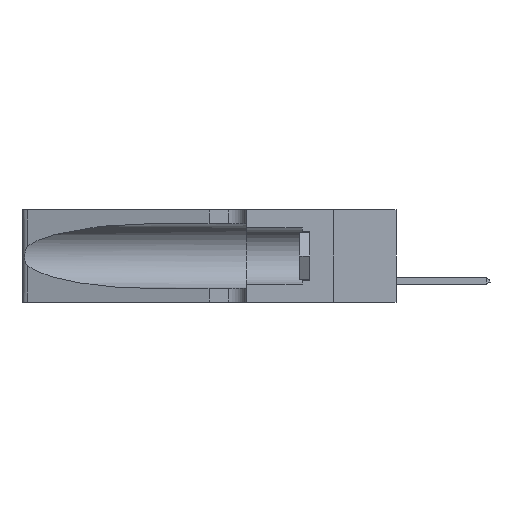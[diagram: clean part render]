
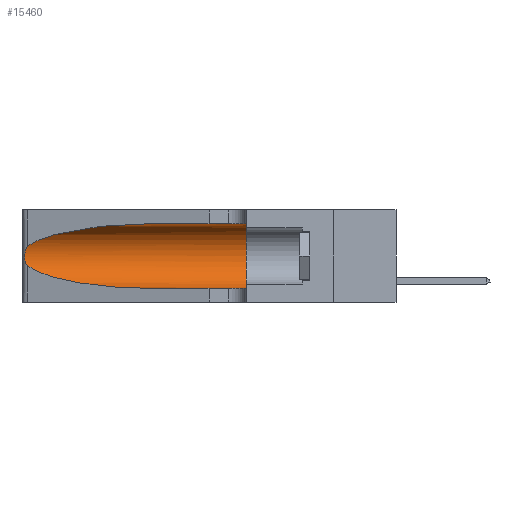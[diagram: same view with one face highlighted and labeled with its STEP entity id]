
A CAD part, left-side view. The second image highlights one B-rep face of the part: STEP entity #15460.
In plain terms, the highlighted cylindrical face has radius 3.308 mm (diameter 6.617 mm), a partial arc.
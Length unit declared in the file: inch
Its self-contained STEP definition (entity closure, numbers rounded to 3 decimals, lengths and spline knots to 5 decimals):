
#71 = CIRCLE ( 'NONE', #17175, 0.13025 ) ;
#225 = CARTESIAN_POINT ( 'NONE',  ( 0.1305, 0.72297, 0.31525 ) ) ;
#440 = LINE ( 'NONE', #26131, #9578 ) ;
#1890 = CARTESIAN_POINT ( 'NONE',  ( 0.25854, 1.2359, 0.20912 ) ) ;
#3130 = CARTESIAN_POINT ( 'NONE',  ( 0.1305, 0.35, 0.31525 ) ) ;
#3698 = AXIS2_PLACEMENT_3D ( 'NONE', #14069, #6053, #8068 ) ;
#3786 = CARTESIAN_POINT ( 'NONE',  ( 0.25789, 1.23486, 0.15765 ) ) ;
#3952 = CARTESIAN_POINT ( 'NONE',  ( 0.2373, 1.15595, 0.08982 ) ) ;
#4044 = CARTESIAN_POINT ( 'NONE',  ( 0.18966, 0.96281, 0.05475 ) ) ;
#4055 = CARTESIAN_POINT ( 'NONE',  ( 0.26017, 1.23833, 0.17102 ) ) ;
#4222 = CARTESIAN_POINT ( 'NONE',  ( 0.25487, 1.22718, 0.14631 ) ) ;
#4365 = CARTESIAN_POINT ( 'NONE',  ( 0.25487, 1.22718, 0.14631 ) ) ;
#5279 = VERTEX_POINT ( 'NONE', #3130 ) ;
#5325 = EDGE_CURVE ( 'NONE', #22331, #10059, #7176, .T. ) ;
#5608 = CARTESIAN_POINT ( 'NONE',  ( 0.25639, 1.23184, 0.21858 ) ) ;
#5855 = VECTOR ( 'NONE', #23643, 39.37008 ) ;
#6053 = DIRECTION ( 'NONE',  ( 0., -1., 0. ) ) ;
#6224 = EDGE_LOOP ( 'NONE', ( #11622, #7875, #25115, #22304, #10262, #26421 ) ) ;
#6235 = CARTESIAN_POINT ( 'NONE',  ( 0.26075, 1.23896, 0.19203 ) ) ;
#7176 = LINE ( 'NONE', #11391, #5855 ) ;
#7537 = CARTESIAN_POINT ( 'NONE',  ( 0.25487, 1.22718, 0.22369 ) ) ;
#7875 = ORIENTED_EDGE ( 'NONE', *, *, #22122, .T. ) ;
#8068 = DIRECTION ( 'NONE',  ( 0., 0., -1. ) ) ;
#8173 = CARTESIAN_POINT ( 'NONE',  ( 0.25856, 1.23593, 0.16098 ) ) ;
#8475 = CARTESIAN_POINT ( 'NONE',  ( 0.25487, 1.22718, 0.22369 ) ) ;
#8950 = VERTEX_POINT ( 'NONE', #4365 ) ;
#8984 = DIRECTION ( 'NONE',  ( 0., 0., 1. ) ) ;
#9422 = CARTESIAN_POINT ( 'NONE',  ( 0.1305, 0.72297, 0.05475 ) ) ;
#9578 = VECTOR ( 'NONE', #25958, 39.37008 ) ;
#10059 = VERTEX_POINT ( 'NONE', #16561 ) ;
#10175 = CARTESIAN_POINT ( 'NONE',  ( 0.26018, 1.23835, 0.19895 ) ) ;
#10262 = ORIENTED_EDGE ( 'NONE', *, *, #17158, .F. ) ;
#10429 = CARTESIAN_POINT ( 'NONE',  ( 0.1305, 0.72297, 0.05475 ) ) ;
#10530 = CARTESIAN_POINT ( 'NONE',  ( 0.25555, 1.22993, 0.14849 ) ) ;
#11391 = CARTESIAN_POINT ( 'NONE',  ( 0.1305, 1.61858, 0.05475 ) ) ;
#11622 = ORIENTED_EDGE ( 'NONE', *, *, #26876, .T. ) ;
#12910 = CYLINDRICAL_SURFACE ( 'NONE', #3698, 0.13025 ) ;
#13242 =( BOUNDED_CURVE ( )  B_SPLINE_CURVE ( 3, ( #16719, #18847, #20939, #8475 ),
 .UNSPECIFIED., .F., .T. ) 
 B_SPLINE_CURVE_WITH_KNOTS ( ( 4, 4 ),
 ( 1.5708, 2.84003 ),
 .UNSPECIFIED. ) 
 CURVE ( )  GEOMETRIC_REPRESENTATION_ITEM ( )  RATIONAL_B_SPLINE_CURVE ( ( 1., 0.87, 0.87, 1. ) ) 
 REPRESENTATION_ITEM ( '' )  );
#13874 = FACE_OUTER_BOUND ( 'NONE', #6224, .T. ) ;
#14063 =( BOUNDED_CURVE ( )  B_SPLINE_CURVE ( 3, ( #17987, #3952, #4044, #10429 ),
 .UNSPECIFIED., .F., .T. ) 
 B_SPLINE_CURVE_WITH_KNOTS ( ( 4, 4 ),
 ( 3.44316, 4.71239 ),
 .UNSPECIFIED. ) 
 CURVE ( )  GEOMETRIC_REPRESENTATION_ITEM ( )  RATIONAL_B_SPLINE_CURVE ( ( 1., 0.87, 0.87, 1. ) ) 
 REPRESENTATION_ITEM ( '' )  );
#14069 = CARTESIAN_POINT ( 'NONE',  ( 0.1305, 1.61858, 0.185 ) ) ;
#15240 = B_SPLINE_CURVE_WITH_KNOTS ( 'NONE', 3,
 ( #7537, #26384, #5608, #24414, #1890, #10175, #6235, #22942, #4055, #8173, #3786, #18538, #10530, #4222 ),
 .UNSPECIFIED., .F., .F.,
 ( 4, 2, 2, 2, 2, 2, 4 ),
 ( 0., 0.00027, 0.00053, 0.00107, 0.0016, 0.00187, 0.00214 ),
 .UNSPECIFIED. ) ;
#15460 = ADVANCED_FACE ( 'NONE', ( #13874 ), #12910, .F. ) ;
#16488 = EDGE_CURVE ( 'NONE', #8950, #22331, #14063, .T. ) ;
#16561 = CARTESIAN_POINT ( 'NONE',  ( 0.1305, 0.35, 0.05475 ) ) ;
#16719 = CARTESIAN_POINT ( 'NONE',  ( 0.1305, 0.72297, 0.31525 ) ) ;
#17158 = EDGE_CURVE ( 'NONE', #5279, #10059, #71, .T. ) ;
#17175 = AXIS2_PLACEMENT_3D ( 'NONE', #23907, #19533, #8984 ) ;
#17676 = VERTEX_POINT ( 'NONE', #225 ) ;
#17987 = CARTESIAN_POINT ( 'NONE',  ( 0.25487, 1.22718, 0.14631 ) ) ;
#18538 = CARTESIAN_POINT ( 'NONE',  ( 0.25639, 1.23186, 0.15144 ) ) ;
#18847 = CARTESIAN_POINT ( 'NONE',  ( 0.18966, 0.96281, 0.31525 ) ) ;
#19533 = DIRECTION ( 'NONE',  ( 0., 1., 0. ) ) ;
#19585 = VERTEX_POINT ( 'NONE', #25911 ) ;
#20292 = EDGE_CURVE ( 'NONE', #17676, #5279, #440, .T. ) ;
#20939 = CARTESIAN_POINT ( 'NONE',  ( 0.2373, 1.15595, 0.28018 ) ) ;
#22122 = EDGE_CURVE ( 'NONE', #19585, #8950, #15240, .T. ) ;
#22304 = ORIENTED_EDGE ( 'NONE', *, *, #5325, .T. ) ;
#22331 = VERTEX_POINT ( 'NONE', #9422 ) ;
#22942 = CARTESIAN_POINT ( 'NONE',  ( 0.26075, 1.23896, 0.178 ) ) ;
#23643 = DIRECTION ( 'NONE',  ( 0., -1., 0. ) ) ;
#23907 = CARTESIAN_POINT ( 'NONE',  ( 0.1305, 0.35, 0.185 ) ) ;
#24414 = CARTESIAN_POINT ( 'NONE',  ( 0.25787, 1.23484, 0.2124 ) ) ;
#25115 = ORIENTED_EDGE ( 'NONE', *, *, #16488, .T. ) ;
#25911 = CARTESIAN_POINT ( 'NONE',  ( 0.25487, 1.22718, 0.22369 ) ) ;
#25958 = DIRECTION ( 'NONE',  ( 0., -1., 0. ) ) ;
#26131 = CARTESIAN_POINT ( 'NONE',  ( 0.1305, 1.61858, 0.31525 ) ) ;
#26384 = CARTESIAN_POINT ( 'NONE',  ( 0.25555, 1.22994, 0.2215 ) ) ;
#26421 = ORIENTED_EDGE ( 'NONE', *, *, #20292, .F. ) ;
#26876 = EDGE_CURVE ( 'NONE', #17676, #19585, #13242, .T. ) ;
